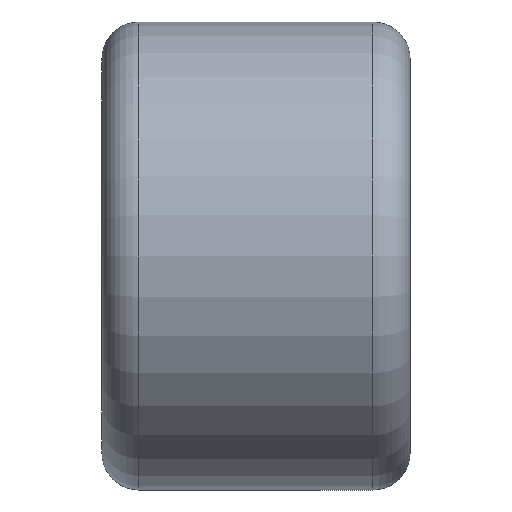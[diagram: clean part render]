
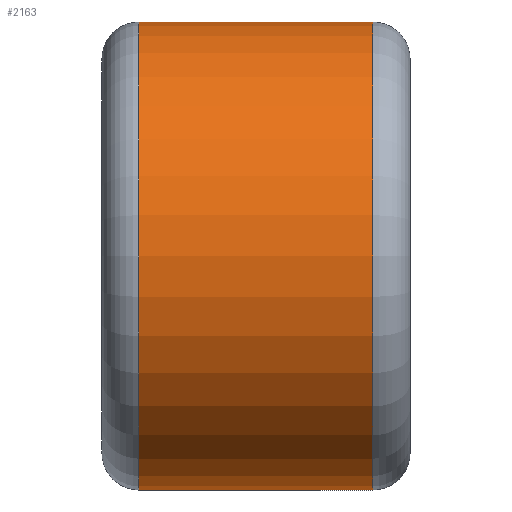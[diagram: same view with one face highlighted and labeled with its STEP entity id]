
A CAD part, front view. The second image highlights one B-rep face of the part: STEP entity #2163.
In plain terms, the highlighted cylindrical face has radius 41 mm (diameter 82 mm), a partial arc.
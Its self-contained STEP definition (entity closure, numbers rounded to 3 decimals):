
#100 = LINE ( 'NONE', #4529, #542 ) ;
#139 = AXIS2_PLACEMENT_3D ( 'NONE', #2510, #6043, #4069 ) ;
#236 = DIRECTION ( 'NONE',  ( 0., 0., 1. ) ) ;
#242 = CIRCLE ( 'NONE', #139, 41. ) ;
#247 = CARTESIAN_POINT ( 'NONE',  ( 20.5, 0., 291.987 ) ) ;
#297 = LINE ( 'NONE', #4240, #956 ) ;
#299 = DIRECTION ( 'NONE',  ( -1., 0., 0. ) ) ;
#542 = VECTOR ( 'NONE', #4000, 1000. ) ;
#956 = VECTOR ( 'NONE', #3669, 1000. ) ;
#1016 = EDGE_CURVE ( 'NONE', #2220, #1101, #297, .T. ) ;
#1101 = VERTEX_POINT ( 'NONE', #3851 ) ;
#1204 = EDGE_CURVE ( 'NONE', #1664, #5745, #100, .T. ) ;
#1664 = VERTEX_POINT ( 'NONE', #4086 ) ;
#2163 = ADVANCED_FACE ( 'NONE', ( #6112 ), #4660, .T. ) ;
#2220 = VERTEX_POINT ( 'NONE', #3268 ) ;
#2510 = CARTESIAN_POINT ( 'NONE',  ( -20.5, 0., 291.987 ) ) ;
#2667 = CARTESIAN_POINT ( 'NONE',  ( -57.637, 0., 291.987 ) ) ;
#3237 = AXIS2_PLACEMENT_3D ( 'NONE', #2667, #4574, #236 ) ;
#3268 = CARTESIAN_POINT ( 'NONE',  ( 20.5, 0., 332.987 ) ) ;
#3269 = EDGE_LOOP ( 'NONE', ( #6036, #4384, #4544, #5832 ) ) ;
#3506 = CIRCLE ( 'NONE', #6294, 41. ) ;
#3669 = DIRECTION ( 'NONE',  ( -1., 0., 0. ) ) ;
#3851 = CARTESIAN_POINT ( 'NONE',  ( -20.5, 0., 332.987 ) ) ;
#3857 = CARTESIAN_POINT ( 'NONE',  ( -20.5, 0., 250.987 ) ) ;
#4000 = DIRECTION ( 'NONE',  ( -1., 0., 0. ) ) ;
#4069 = DIRECTION ( 'NONE',  ( 0., 0., -1. ) ) ;
#4086 = CARTESIAN_POINT ( 'NONE',  ( 20.5, 0., 250.987 ) ) ;
#4240 = CARTESIAN_POINT ( 'NONE',  ( -57.637, 0., 332.987 ) ) ;
#4384 = ORIENTED_EDGE ( 'NONE', *, *, #5209, .T. ) ;
#4529 = CARTESIAN_POINT ( 'NONE',  ( -57.637, 0., 250.987 ) ) ;
#4544 = ORIENTED_EDGE ( 'NONE', *, *, #1016, .T. ) ;
#4574 = DIRECTION ( 'NONE',  ( -1., 0., 0. ) ) ;
#4660 = CYLINDRICAL_SURFACE ( 'NONE', #3237, 41. ) ;
#5209 = EDGE_CURVE ( 'NONE', #1664, #2220, #3506, .T. ) ;
#5745 = VERTEX_POINT ( 'NONE', #3857 ) ;
#5832 = ORIENTED_EDGE ( 'NONE', *, *, #6237, .T. ) ;
#6036 = ORIENTED_EDGE ( 'NONE', *, *, #1204, .F. ) ;
#6043 = DIRECTION ( 'NONE',  ( 1., 0., 0. ) ) ;
#6082 = DIRECTION ( 'NONE',  ( 0., 0., 1. ) ) ;
#6112 = FACE_OUTER_BOUND ( 'NONE', #3269, .T. ) ;
#6237 = EDGE_CURVE ( 'NONE', #1101, #5745, #242, .T. ) ;
#6294 = AXIS2_PLACEMENT_3D ( 'NONE', #247, #299, #6082 ) ;
